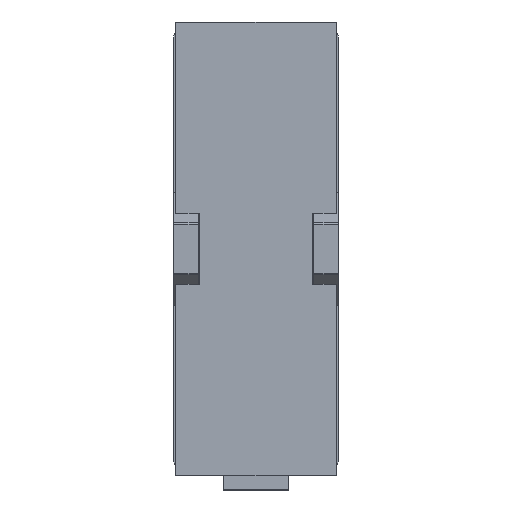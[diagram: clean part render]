
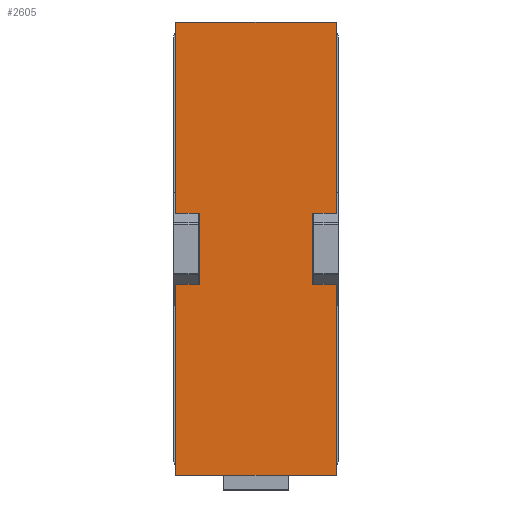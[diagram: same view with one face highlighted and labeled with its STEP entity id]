
A CAD part, top view. The second image highlights one B-rep face of the part: STEP entity #2605.
In plain terms, the highlighted face is planar.
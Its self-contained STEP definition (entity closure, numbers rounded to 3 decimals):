
#134=PLANE('',#2934);
#313=FACE_OUTER_BOUND('',#476,.T.);
#476=EDGE_LOOP('',(#2408,#2409,#2410,#2411,#2412,#2413,#2414,#2415,#2416,
#2417,#2418,#2419));
#694=LINE('',#4388,#943);
#700=LINE('',#4400,#949);
#706=LINE('',#4409,#955);
#708=LINE('',#4414,#957);
#714=LINE('',#4431,#963);
#716=LINE('',#4437,#965);
#723=LINE('',#4448,#972);
#724=LINE('',#4451,#973);
#725=LINE('',#4453,#974);
#726=LINE('',#4454,#975);
#727=LINE('',#4456,#976);
#728=LINE('',#4457,#977);
#943=VECTOR('',#3626,10.);
#949=VECTOR('',#3634,10.);
#955=VECTOR('',#3646,10.);
#957=VECTOR('',#3652,10.);
#963=VECTOR('',#3668,10.);
#965=VECTOR('',#3672,10.);
#972=VECTOR('',#3685,10.);
#973=VECTOR('',#3688,10.);
#974=VECTOR('',#3689,10.);
#975=VECTOR('',#3690,10.);
#976=VECTOR('',#3691,10.);
#977=VECTOR('',#3692,10.);
#1326=VERTEX_POINT('',#4385);
#1327=VERTEX_POINT('',#4387);
#1329=VERTEX_POINT('',#4393);
#1332=VERTEX_POINT('',#4398);
#1333=VERTEX_POINT('',#4413);
#1337=VERTEX_POINT('',#4425);
#1339=VERTEX_POINT('',#4429);
#1340=VERTEX_POINT('',#4433);
#1342=VERTEX_POINT('',#4436);
#1344=VERTEX_POINT('',#4450);
#1345=VERTEX_POINT('',#4452);
#1346=VERTEX_POINT('',#4455);
#1674=EDGE_CURVE('',#1327,#1326,#694,.T.);
#1680=EDGE_CURVE('',#1329,#1332,#700,.T.);
#1686=EDGE_CURVE('',#1326,#1329,#706,.T.);
#1688=EDGE_CURVE('',#1333,#1327,#708,.T.);
#1696=EDGE_CURVE('',#1337,#1339,#714,.T.);
#1698=EDGE_CURVE('',#1342,#1340,#716,.T.);
#1705=EDGE_CURVE('',#1340,#1337,#723,.T.);
#1706=EDGE_CURVE('',#1332,#1344,#724,.T.);
#1707=EDGE_CURVE('',#1344,#1345,#725,.T.);
#1708=EDGE_CURVE('',#1345,#1342,#726,.T.);
#1709=EDGE_CURVE('',#1339,#1346,#727,.T.);
#1710=EDGE_CURVE('',#1346,#1333,#728,.T.);
#2408=ORIENTED_EDGE('',*,*,#1680,.T.);
#2409=ORIENTED_EDGE('',*,*,#1706,.T.);
#2410=ORIENTED_EDGE('',*,*,#1707,.T.);
#2411=ORIENTED_EDGE('',*,*,#1708,.T.);
#2412=ORIENTED_EDGE('',*,*,#1698,.T.);
#2413=ORIENTED_EDGE('',*,*,#1705,.T.);
#2414=ORIENTED_EDGE('',*,*,#1696,.T.);
#2415=ORIENTED_EDGE('',*,*,#1709,.T.);
#2416=ORIENTED_EDGE('',*,*,#1710,.T.);
#2417=ORIENTED_EDGE('',*,*,#1688,.T.);
#2418=ORIENTED_EDGE('',*,*,#1674,.T.);
#2419=ORIENTED_EDGE('',*,*,#1686,.T.);
#2605=ADVANCED_FACE('',(#313),#134,.T.);
#2934=AXIS2_PLACEMENT_3D('',#4449,#3686,#3687);
#3626=DIRECTION('',(0.,0.,1.));
#3634=DIRECTION('',(0.,0.,-1.));
#3646=DIRECTION('',(-1.,0.,0.));
#3652=DIRECTION('',(-1.,0.,0.));
#3668=DIRECTION('',(0.,0.,1.));
#3672=DIRECTION('',(0.,0.,-1.));
#3685=DIRECTION('',(1.,0.,0.));
#3686=DIRECTION('center_axis',(0.,1.,0.));
#3687=DIRECTION('ref_axis',(0.,0.,1.));
#3688=DIRECTION('',(-1.,0.,0.));
#3689=DIRECTION('',(0.,0.,1.));
#3690=DIRECTION('',(1.,0.,0.));
#3691=DIRECTION('',(1.,0.,0.));
#3692=DIRECTION('',(0.,0.,-1.));
#4385=CARTESIAN_POINT('',(17.25,-3.806,-27.5));
#4387=CARTESIAN_POINT('',(17.25,-3.806,-39.));
#4388=CARTESIAN_POINT('',(17.25,-3.806,-19.5));
#4393=CARTESIAN_POINT('',(-17.252,-3.806,-27.5));
#4398=CARTESIAN_POINT('',(-17.252,-3.806,-39.));
#4400=CARTESIAN_POINT('',(-17.252,-3.806,-19.5));
#4409=CARTESIAN_POINT('',(-55.28,-3.806,-27.5));
#4413=CARTESIAN_POINT('',(110.,-3.806,-39.));
#4414=CARTESIAN_POINT('',(110.,-3.806,-39.));
#4425=CARTESIAN_POINT('',(17.25,-3.806,27.5));
#4429=CARTESIAN_POINT('',(17.25,-3.806,39.));
#4431=CARTESIAN_POINT('',(17.25,-3.806,19.5));
#4433=CARTESIAN_POINT('',(-17.252,-3.806,27.5));
#4436=CARTESIAN_POINT('',(-17.252,-3.806,39.));
#4437=CARTESIAN_POINT('',(-17.252,-3.806,19.5));
#4448=CARTESIAN_POINT('',(-55.28,-3.806,27.5));
#4449=CARTESIAN_POINT('Origin',(-110.,-3.806,0.));
#4450=CARTESIAN_POINT('',(-110.,-3.806,-39.));
#4451=CARTESIAN_POINT('',(110.,-3.806,-39.));
#4452=CARTESIAN_POINT('',(-110.,-3.806,39.));
#4453=CARTESIAN_POINT('',(-110.,-3.806,0.));
#4454=CARTESIAN_POINT('',(110.,-3.806,39.));
#4455=CARTESIAN_POINT('',(110.,-3.806,39.));
#4456=CARTESIAN_POINT('',(110.,-3.806,39.));
#4457=CARTESIAN_POINT('',(110.,-3.806,0.));
